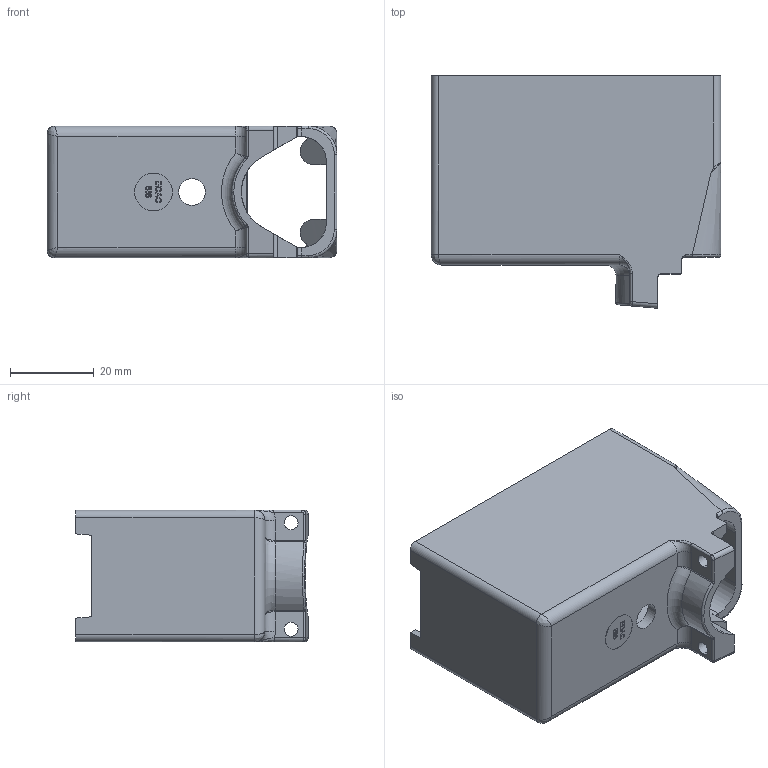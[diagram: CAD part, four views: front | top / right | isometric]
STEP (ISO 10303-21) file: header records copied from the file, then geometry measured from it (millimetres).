
FILE_DESCRIPTION (( 'STEP AP214' ), '1' );
FILE_NAME ('516-230-890.STEP', '2023-11-22T16:48:05', ( '' ), ( '' ), 'SwSTEP 2.0', 'SolidWorks 2023', '' );
FILE_SCHEMA (( 'AUTOMOTIVE_DESIGN' ));
Length unit declared in the file: millimetre
Products named in the file (1): 516-230-890
Bounding box: 69 x 55.36 x 31.4 mm (x, y, z)
Volume: 27655 mm3; surface area: 21028.1 mm2
Topology: 1 solids, 1 shells, 550 faces, 1491 edges, 962 vertices
Faces by surface type: plane 386, cylinder 80, bspline 57, torus 18, cone 9
Entity records: 22380 total; most frequent: CARTESIAN_POINT 9021, ORIENTED_EDGE 2982, DIRECTION 2429, EDGE_CURVE 1491, VECTOR 1157, LINE 1157, VERTEX_POINT 962, AXIS2_PLACEMENT_3D 636
